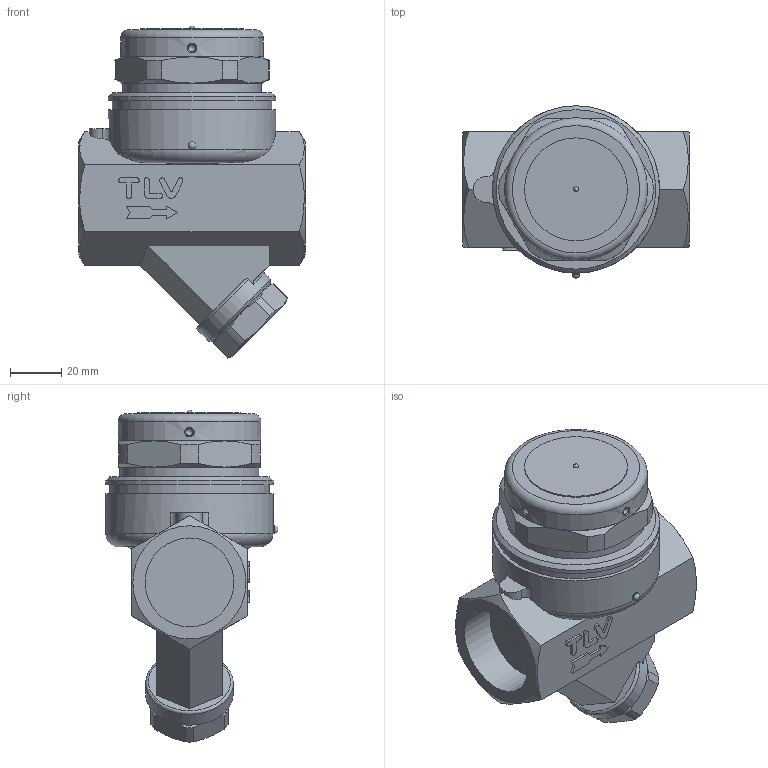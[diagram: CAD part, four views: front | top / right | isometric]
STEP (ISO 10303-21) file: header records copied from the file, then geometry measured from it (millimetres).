
FILE_DESCRIPTION((''),'2;1');
FILE_NAME('p46rw-025-sw000-00.stp','2011-03-04T16:46:30',('nakaot'),(''),'Autodesk Inventor 2008','Autodesk Inventor 2008','');
FILE_SCHEMA(('AUTOMOTIVE_DESIGN { 1 0 10303 214 1 1 1 1 }'));
Length unit declared in the file: millimetre
Products named in the file (1): p46rw-025-sw000-00
Bounding box: 88 x 66.99 x 129.04 mm (x, y, z)
Volume: 291310.9 mm3; surface area: 35273.2 mm2
Topology: 2 solids, 2 shells, 144 faces, 354 edges, 228 vertices
Faces by surface type: plane 71, cylinder 34, cone 18, bspline 11, sphere 6, torus 4
Full cylindrical faces by diameter (mm): 3 x1, 34 x1, 40 x1, 54 x1, 55.5 x1, 62 x1, 65 x2
Entity records: 6344 total; most frequent: CARTESIAN_POINT 3174, ORIENTED_EDGE 650, DIRECTION 635, EDGE_CURVE 325, AXIS2_PLACEMENT_3D 244, VERTEX_POINT 219, EDGE_LOOP 180, VECTOR 147
